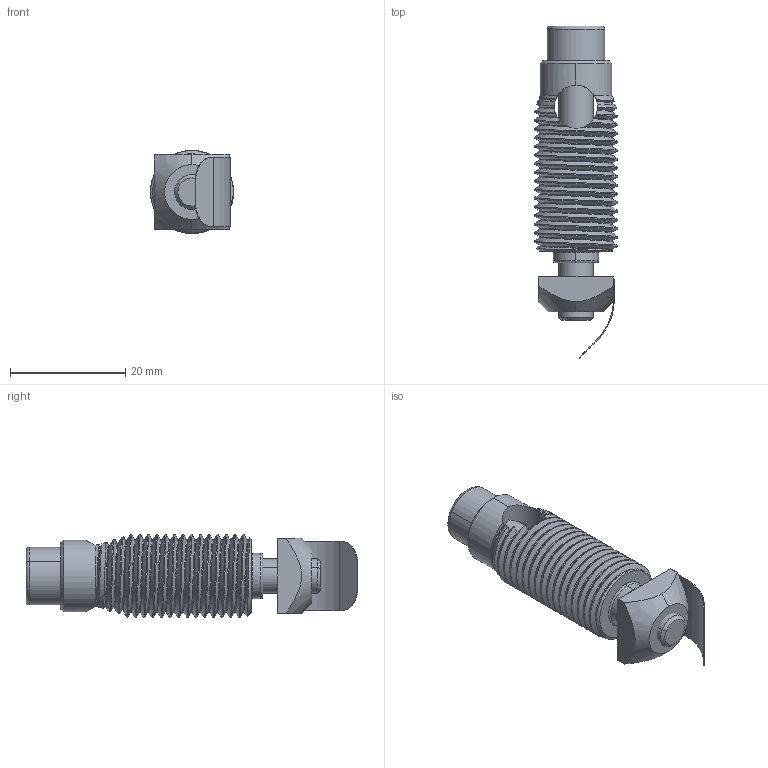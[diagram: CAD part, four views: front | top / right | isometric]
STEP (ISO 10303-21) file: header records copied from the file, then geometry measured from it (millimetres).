
FILE_DESCRIPTION (( 'STEP AP214' ), '1' );
FILE_NAME ('099G086.STEP', '2020-01-15T15:32:47', ( '' ), ( '' ), 'SwSTEP 2.0', 'SolidWorks 2019', '' );
FILE_SCHEMA (( 'AUTOMOTIVE_DESIGN' ));
Length unit declared in the file: millimetre
Products named in the file (6): 099G086; 096P0131306M_F-A-TAB_096P0131306M6f; 099GS083_099GS083; 096p0131305r01_DefaultSM-FLAT-PATTERN; cap screw ISO 4762 M6x45 - 8.8_ISO 4762 M6; 096P0131306M_-A-TAB_096P0131306M6
Assembly tree (5 placements, depth 3):
  099G086
    099GS083_099GS083
    096P0131306M_F-A-TAB_096P0131306M6f
      096P0131306M_-A-TAB_096P0131306M6
      096p0131305r01_DefaultSM-FLAT-PATTERN
    cap screw ISO 4762 M6x45 - 8.8_ISO 4762 M6
Bounding box: 14.4 x 57.52 x 14.4 mm (x, y, z)
Volume: 5654.8 mm3; surface area: 5235.8 mm2
Topology: 4 solids, 4 shells, 218 faces, 587 edges, 377 vertices
Faces by surface type: cylinder 94, plane 61, bspline 38, cone 17, torus 8
Entity records: 59259 total; most frequent: CARTESIAN_POINT 54384, ORIENTED_EDGE 1170, DIRECTION 745, EDGE_CURVE 585, VERTEX_POINT 377, AXIS2_PLACEMENT_3D 275, EDGE_LOOP 228, ADVANCED_FACE 218
